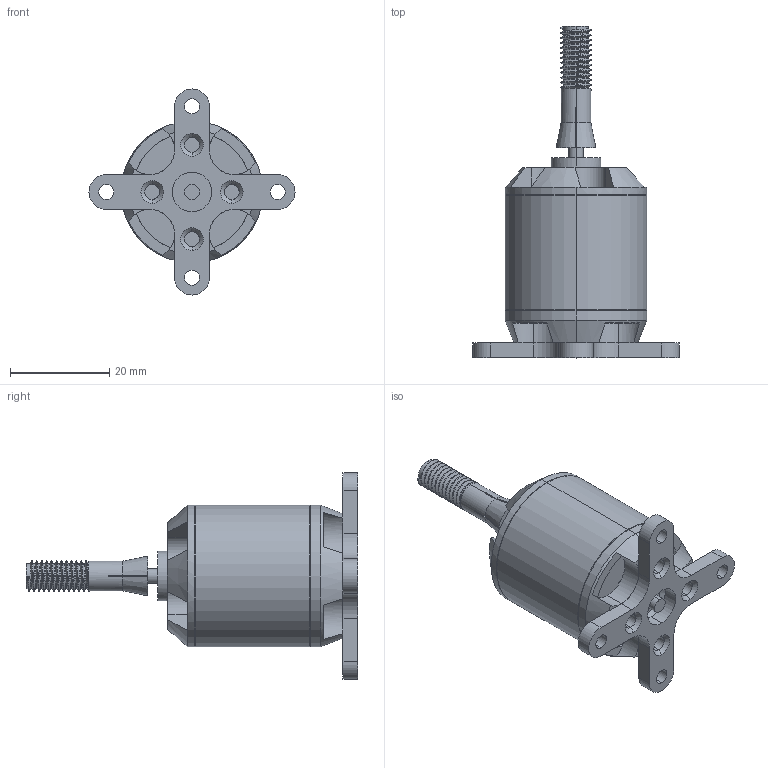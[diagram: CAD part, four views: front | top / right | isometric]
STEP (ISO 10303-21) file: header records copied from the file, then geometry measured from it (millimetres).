
FILE_DESCRIPTION (( 'STEP AP203' ), '1' );
FILE_NAME ('BL2220-07.STEP', '2019-02-24T10:27:33', ( '' ), ( '' ), 'SwSTEP 2.0', 'SolidWorks 2018', '' );
FILE_SCHEMA (( 'CONFIG_CONTROL_DESIGN' ));
Length unit declared in the file: millimetre
Products named in the file (4): BL2220-07 Body; BL2220-07 Mount; BL2220-07 Stock; BL2220-07
Assembly tree (3 placements, depth 2):
  BL2220-07
    BL2220-07 Body
    BL2220-07 Mount
    BL2220-07 Stock
Bounding box: 41.5 x 66.8 x 41.5 mm (x, y, z)
Volume: 18398.5 mm3; surface area: 9201.3 mm2
Topology: 3 solids, 3 shells, 288 faces, 812 edges, 513 vertices
Faces by surface type: cylinder 163, plane 72, bspline 25, cone 22, torus 6
Entity records: 15507 total; most frequent: CARTESIAN_POINT 8175, ORIENTED_EDGE 1604, DIRECTION 1371, EDGE_CURVE 802, AXIS2_PLACEMENT_3D 546, VERTEX_POINT 513, EDGE_LOOP 325, ADVANCED_FACE 288
